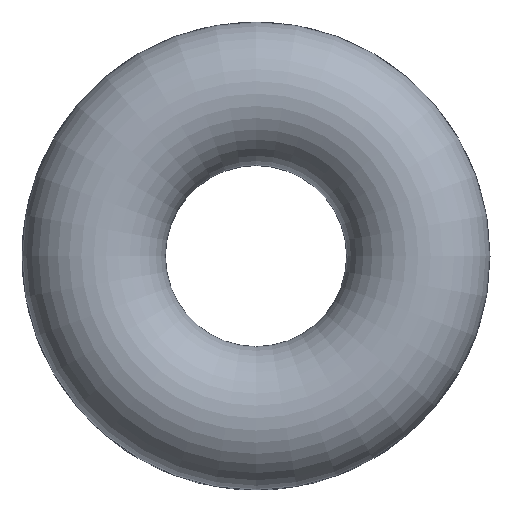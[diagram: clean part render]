
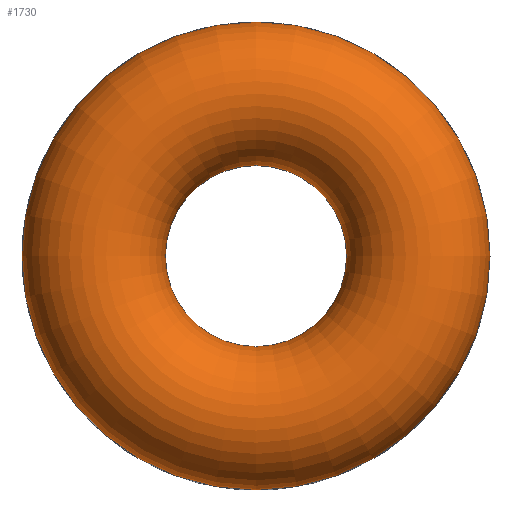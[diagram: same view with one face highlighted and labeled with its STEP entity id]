
A CAD part, top view. The second image highlights one B-rep face of the part: STEP entity #1730.
In plain terms, the highlighted toroidal (fillet/blend) face has major radius 10.75 mm and minor radius 4.75 mm.
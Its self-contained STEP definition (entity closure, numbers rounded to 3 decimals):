
#312 = CYLINDRICAL_SURFACE('',#313,15.5);
#313 = AXIS2_PLACEMENT_3D('',#314,#315,#316);
#314 = CARTESIAN_POINT('',(0.,0.,0.));
#315 = DIRECTION('',(0.,0.,1.));
#316 = DIRECTION('',(1.,0.,0.));
#832 = VERTEX_POINT('',#833);
#833 = CARTESIAN_POINT('',(15.5,0.,10.));
#854 = EDGE_CURVE('',#832,#832,#855,.T.);
#855 = SURFACE_CURVE('',#856,(#861,#868),.PCURVE_S1.);
#856 = CIRCLE('',#857,15.5);
#857 = AXIS2_PLACEMENT_3D('',#858,#859,#860);
#858 = CARTESIAN_POINT('',(0.,0.,10.));
#859 = DIRECTION('',(0.,0.,-1.));
#860 = DIRECTION('',(1.,0.,0.));
#861 = PCURVE('',#312,#862);
#862 = DEFINITIONAL_REPRESENTATION('',(#863),#867);
#863 = LINE('',#864,#865);
#864 = CARTESIAN_POINT('',(-0.,10.));
#865 = VECTOR('',#866,1.);
#866 = DIRECTION('',(-1.,0.));
#867 = ( GEOMETRIC_REPRESENTATION_CONTEXT(2) 
PARAMETRIC_REPRESENTATION_CONTEXT() REPRESENTATION_CONTEXT('2D SPACE',''
  ) );
#868 = PCURVE('',#869,#874);
#869 = TOROIDAL_SURFACE('',#870,10.75,4.75);
#870 = AXIS2_PLACEMENT_3D('',#871,#872,#873);
#871 = CARTESIAN_POINT('',(0.,0.,10.));
#872 = DIRECTION('',(0.,0.,1.));
#873 = DIRECTION('',(1.,0.,0.));
#874 = DEFINITIONAL_REPRESENTATION('',(#875),#879);
#875 = LINE('',#876,#877);
#876 = CARTESIAN_POINT('',(-0.,0.));
#877 = VECTOR('',#878,1.);
#878 = DIRECTION('',(-1.,0.));
#879 = ( GEOMETRIC_REPRESENTATION_CONTEXT(2) 
PARAMETRIC_REPRESENTATION_CONTEXT() REPRESENTATION_CONTEXT('2D SPACE',''
  ) );
#1730 = ADVANCED_FACE('',(#1731),#869,.T.);
#1731 = FACE_BOUND('',#1732,.F.);
#1732 = EDGE_LOOP('',(#1733,#1734,#1758,#1785));
#1733 = ORIENTED_EDGE('',*,*,#854,.T.);
#1734 = ORIENTED_EDGE('',*,*,#1735,.T.);
#1735 = EDGE_CURVE('',#832,#1736,#1738,.T.);
#1736 = VERTEX_POINT('',#1737);
#1737 = CARTESIAN_POINT('',(6.,0.,10.));
#1738 = SEAM_CURVE('',#1739,(#1744,#1751),.PCURVE_S1.);
#1739 = CIRCLE('',#1740,4.75);
#1740 = AXIS2_PLACEMENT_3D('',#1741,#1742,#1743);
#1741 = CARTESIAN_POINT('',(10.75,0.,10.));
#1742 = DIRECTION('',(0.,-1.,0.));
#1743 = DIRECTION('',(1.,0.,0.));
#1744 = PCURVE('',#869,#1745);
#1745 = DEFINITIONAL_REPRESENTATION('',(#1746),#1750);
#1746 = LINE('',#1747,#1748);
#1747 = CARTESIAN_POINT('',(-0.,0.));
#1748 = VECTOR('',#1749,1.);
#1749 = DIRECTION('',(-0.,1.));
#1750 = ( GEOMETRIC_REPRESENTATION_CONTEXT(2) 
PARAMETRIC_REPRESENTATION_CONTEXT() REPRESENTATION_CONTEXT('2D SPACE',''
  ) );
#1751 = PCURVE('',#869,#1752);
#1752 = DEFINITIONAL_REPRESENTATION('',(#1753),#1757);
#1753 = LINE('',#1754,#1755);
#1754 = CARTESIAN_POINT('',(-6.283,0.));
#1755 = VECTOR('',#1756,1.);
#1756 = DIRECTION('',(-0.,1.));
#1757 = ( GEOMETRIC_REPRESENTATION_CONTEXT(2) 
PARAMETRIC_REPRESENTATION_CONTEXT() REPRESENTATION_CONTEXT('2D SPACE',''
  ) );
#1758 = ORIENTED_EDGE('',*,*,#1759,.F.);
#1759 = EDGE_CURVE('',#1736,#1736,#1760,.T.);
#1760 = SURFACE_CURVE('',#1761,(#1766,#1773),.PCURVE_S1.);
#1761 = CIRCLE('',#1762,6.);
#1762 = AXIS2_PLACEMENT_3D('',#1763,#1764,#1765);
#1763 = CARTESIAN_POINT('',(0.,0.,10.));
#1764 = DIRECTION('',(0.,0.,-1.));
#1765 = DIRECTION('',(1.,0.,0.));
#1766 = PCURVE('',#869,#1767);
#1767 = DEFINITIONAL_REPRESENTATION('',(#1768),#1772);
#1768 = LINE('',#1769,#1770);
#1769 = CARTESIAN_POINT('',(-0.,3.142));
#1770 = VECTOR('',#1771,1.);
#1771 = DIRECTION('',(-1.,0.));
#1772 = ( GEOMETRIC_REPRESENTATION_CONTEXT(2) 
PARAMETRIC_REPRESENTATION_CONTEXT() REPRESENTATION_CONTEXT('2D SPACE',''
  ) );
#1773 = PCURVE('',#1774,#1779);
#1774 = CYLINDRICAL_SURFACE('',#1775,6.);
#1775 = AXIS2_PLACEMENT_3D('',#1776,#1777,#1778);
#1776 = CARTESIAN_POINT('',(0.,0.,10.));
#1777 = DIRECTION('',(0.,0.,-1.));
#1778 = DIRECTION('',(1.,0.,0.));
#1779 = DEFINITIONAL_REPRESENTATION('',(#1780),#1784);
#1780 = LINE('',#1781,#1782);
#1781 = CARTESIAN_POINT('',(0.,0.));
#1782 = VECTOR('',#1783,1.);
#1783 = DIRECTION('',(1.,0.));
#1784 = ( GEOMETRIC_REPRESENTATION_CONTEXT(2) 
PARAMETRIC_REPRESENTATION_CONTEXT() REPRESENTATION_CONTEXT('2D SPACE',''
  ) );
#1785 = ORIENTED_EDGE('',*,*,#1735,.F.);
